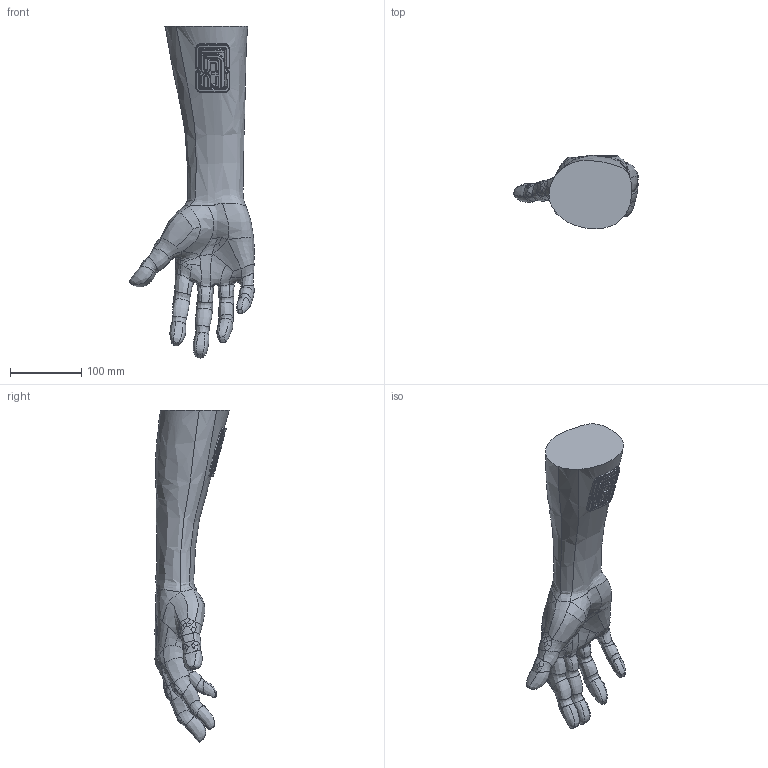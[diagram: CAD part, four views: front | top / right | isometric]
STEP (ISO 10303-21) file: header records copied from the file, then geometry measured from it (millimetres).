
FILE_DESCRIPTION(/* description */ (''),/* implementation_level */ '2;1');
FILE_NAME(/* name */ 'Arm_Reference.ipt.stp',/* time_stamp */ '2021-06-20T10:01:19-05:00',/* author */ ('svale'),/* organization */ (''),/* preprocessor_version */ 'ST-DEVELOPER v18.1',/* originating_system */ 'Autodesk Inventor 2021',/* authorisation */ '');
FILE_SCHEMA (('AUTOMOTIVE_DESIGN { 1 0 10303 214 3 1 1 }'));
Products named in the file (1): Arm_Reference
Bounding box: 174.21 x 104.23 x 465.29 mm (x, y, z)
Volume: 2071520.2 mm3; surface area: 143877.4 mm2
Topology: 1 solids, 1 shells, 438 faces, 1038 edges, 610 vertices
Faces by surface type: bspline 437, plane 1
Entity records: 59682 total; most frequent: CARTESIAN_POINT 52559, ORIENTED_EDGE 2076, EDGE_CURVE 1038, B_SPLINE_CURVE_WITH_KNOTS 820, VERTEX_POINT 610, EDGE_LOOP 446, FACE_OUTER_BOUND 438, ADVANCED_FACE 438
